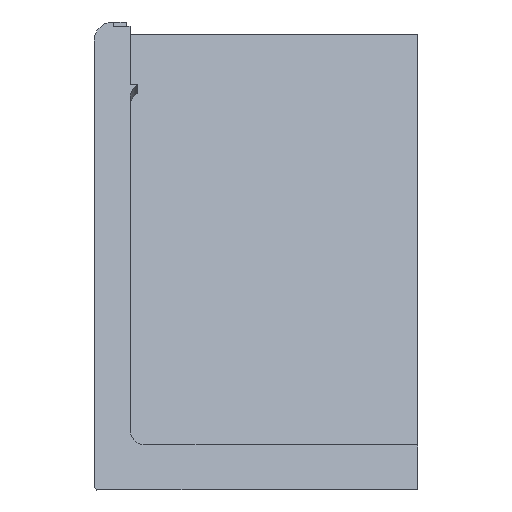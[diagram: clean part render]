
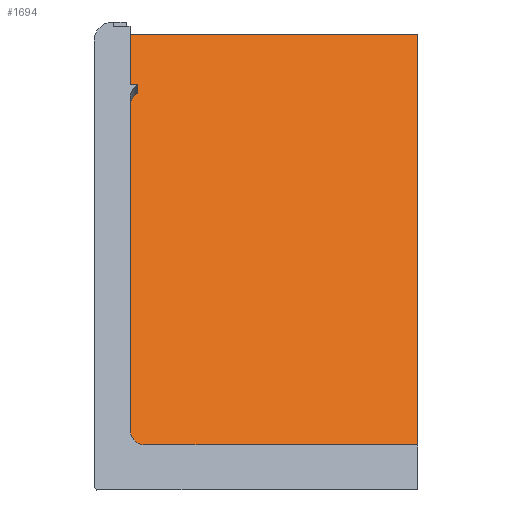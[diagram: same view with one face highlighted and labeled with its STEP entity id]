
A CAD part, left-side view. The second image highlights one B-rep face of the part: STEP entity #1694.
In plain terms, the highlighted planar face has unit normal (-0.94, 0, 0.342).
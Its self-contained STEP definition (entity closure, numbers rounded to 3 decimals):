
#33=PLANE('',#1807);
#106=FACE_OUTER_BOUND('',#197,.T.);
#197=EDGE_LOOP('',(#1263,#1264,#1265,#1266,#1267,#1268,#1269,#1270,#1271,
#1272));
#258=CIRCLE('',#1808,6.5);
#259=CIRCLE('',#1809,6.5);
#412=LINE('',#3713,#548);
#428=LINE('',#3753,#564);
#430=LINE('',#3757,#566);
#431=LINE('',#3759,#567);
#432=LINE('',#3761,#568);
#433=LINE('',#3763,#569);
#434=LINE('',#3765,#570);
#435=LINE('',#3769,#571);
#548=VECTOR('',#2014,10.);
#564=VECTOR('',#2042,10.);
#566=VECTOR('',#2046,10.);
#567=VECTOR('',#2047,10.);
#568=VECTOR('',#2048,10.);
#569=VECTOR('',#2049,10.);
#570=VECTOR('',#2050,10.);
#571=VECTOR('',#2053,10.);
#732=VERTEX_POINT('',#3710);
#733=VERTEX_POINT('',#3712);
#751=VERTEX_POINT('',#3752);
#752=VERTEX_POINT('',#3756);
#753=VERTEX_POINT('',#3758);
#754=VERTEX_POINT('',#3760);
#755=VERTEX_POINT('',#3762);
#756=VERTEX_POINT('',#3764);
#757=VERTEX_POINT('',#3766);
#758=VERTEX_POINT('',#3768);
#941=EDGE_CURVE('',#733,#732,#412,.T.);
#961=EDGE_CURVE('',#751,#733,#428,.T.);
#963=EDGE_CURVE('',#752,#732,#430,.T.);
#964=EDGE_CURVE('',#753,#752,#431,.T.);
#965=EDGE_CURVE('',#753,#754,#432,.T.);
#966=EDGE_CURVE('',#754,#755,#433,.T.);
#967=EDGE_CURVE('',#755,#756,#434,.T.);
#968=EDGE_CURVE('',#756,#757,#258,.T.);
#969=EDGE_CURVE('',#757,#758,#435,.T.);
#970=EDGE_CURVE('',#758,#751,#259,.T.);
#1263=ORIENTED_EDGE('',*,*,#941,.T.);
#1264=ORIENTED_EDGE('',*,*,#963,.F.);
#1265=ORIENTED_EDGE('',*,*,#964,.F.);
#1266=ORIENTED_EDGE('',*,*,#965,.T.);
#1267=ORIENTED_EDGE('',*,*,#966,.T.);
#1268=ORIENTED_EDGE('',*,*,#967,.T.);
#1269=ORIENTED_EDGE('',*,*,#968,.T.);
#1270=ORIENTED_EDGE('',*,*,#969,.T.);
#1271=ORIENTED_EDGE('',*,*,#970,.T.);
#1272=ORIENTED_EDGE('',*,*,#961,.T.);
#1694=ADVANCED_FACE('',(#106),#33,.T.);
#1807=AXIS2_PLACEMENT_3D('',#3755,#2044,#2045);
#1808=AXIS2_PLACEMENT_3D('',#3767,#2051,#2052);
#1809=AXIS2_PLACEMENT_3D('',#3770,#2054,#2055);
#2014=DIRECTION('',(0.342,0.,0.94));
#2042=DIRECTION('',(0.,-1.,0.));
#2044=DIRECTION('center_axis',(-0.94,0.,0.342));
#2045=DIRECTION('ref_axis',(0.342,0.,0.94));
#2046=DIRECTION('',(0.,-1.,0.));
#2047=DIRECTION('',(0.342,0.,0.94));
#2048=DIRECTION('',(0.,-1.,0.));
#2049=DIRECTION('',(-0.342,0.,-0.94));
#2050=DIRECTION('',(0.,-1.,0.));
#2051=DIRECTION('center_axis',(-0.94,0.,0.342));
#2052=DIRECTION('ref_axis',(0.242,0.707,0.664));
#2053=DIRECTION('',(-0.342,0.,-0.94));
#2054=DIRECTION('center_axis',(-0.94,0.,0.342));
#2055=DIRECTION('ref_axis',(-0.242,0.707,-0.664));
#3710=CARTESIAN_POINT('',(-74.667,0.,316.391));
#3712=CARTESIAN_POINT('',(-138.368,0.,141.374));
#3713=CARTESIAN_POINT('',(-109.965,0.,219.409));
#3752=CARTESIAN_POINT('',(-138.368,113.5,141.374));
#3753=CARTESIAN_POINT('',(-138.368,-67.5,141.374));
#3755=CARTESIAN_POINT('Origin',(-111.006,-5.,216.549));
#3756=CARTESIAN_POINT('',(-74.667,120.082,316.391));
#3757=CARTESIAN_POINT('',(-74.667,130.98,316.391));
#3758=CARTESIAN_POINT('',(-74.678,120.082,316.361));
#3759=CARTESIAN_POINT('',(-74.374,120.082,317.194));
#3760=CARTESIAN_POINT('',(-74.678,120.08,316.361));
#3761=CARTESIAN_POINT('',(-74.678,126.959,316.361));
#3762=CARTESIAN_POINT('',(-83.648,120.08,291.716));
#3763=CARTESIAN_POINT('',(-74.071,120.08,318.028));
#3764=CARTESIAN_POINT('',(-83.648,116.978,291.716));
#3765=CARTESIAN_POINT('',(-83.648,-129.92,291.716));
#3766=CARTESIAN_POINT('',(-85.526,120.,286.556));
#3767=CARTESIAN_POINT('Origin',(-85.526,113.5,286.556));
#3768=CARTESIAN_POINT('',(-136.145,120.,147.482));
#3769=CARTESIAN_POINT('',(-124.687,120.,178.961));
#3770=CARTESIAN_POINT('Origin',(-136.145,113.5,147.482));
